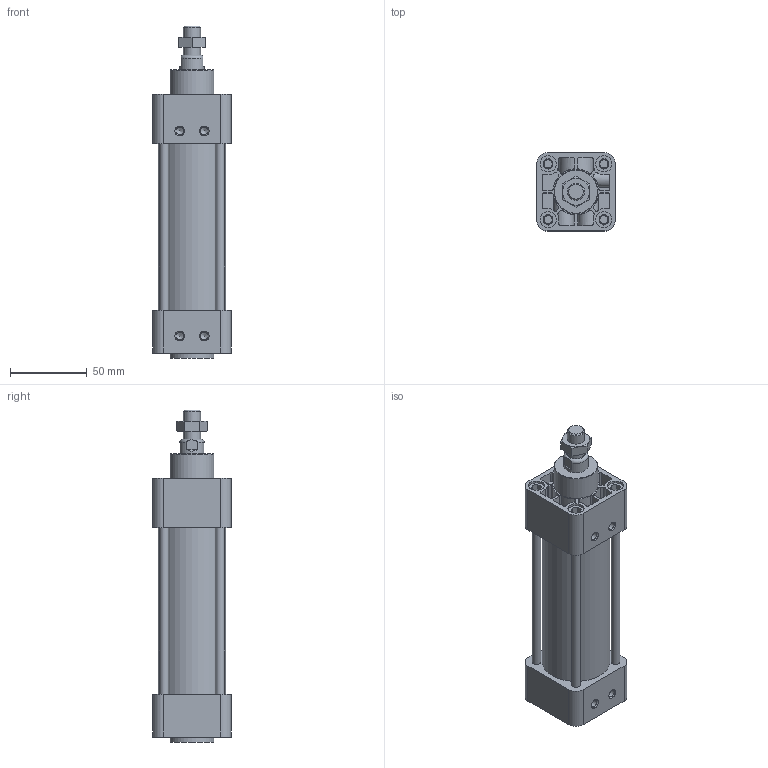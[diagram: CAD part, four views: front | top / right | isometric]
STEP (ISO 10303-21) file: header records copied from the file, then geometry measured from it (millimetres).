
FILE_DESCRIPTION(/* description */ ('STEP AP214'),/* implementation_level */ '2;1');
FILE_NAME(/* name */ 'MCQN-11-40-0300M',/* time_stamp */ '2024-06-14T13:47:41+02:00',/* author */ ('License CC BY-ND 4.0'),/* organization */ ('CADENAS'),/* preprocessor_version */ 'ST-DEVELOPER v19.3',/* originating_system */ 'PARTsolutions',/* authorisation */ ' ');
FILE_SCHEMA (('AUTOMOTIVE_DESIGN {1 0 10303 214 3 1 1}'));
Length unit declared in the file: inch
Products named in the file (4): MCQN-11-40-0300M; MCQN40113(-b); MCQN40113(-r); MCQN40(-n)
Assembly tree (3 placements, depth 2):
  MCQN-11-40-0300M
    MCQN40113(-b)
    MCQN40113(-r)
    MCQN40(-n)
Bounding box: 50.8 x 50.8 x 215.9 mm (x, y, z)
Volume: 234497.3 mm3; surface area: 93845.7 mm2
Topology: 3 solids, 5 shells, 510 faces, 1262 edges, 812 vertices
Faces by surface type: plane 258, cylinder 217, cone 34, torus 1
Full cylindrical faces by diameter (mm): 4.976 x4, 5.367 x8, 5.842 x4, 5.994 x2, 8.001 x2, 9.738 x1, 10.008 x2, 10.49 x8, 11.112 x1, 14.732 x2, 15.875 x2, 28.575 x2, 38.1 x2, 43.942 x1
Entity records: 15196 total; most frequent: CARTESIAN_POINT 3145, DIRECTION 2506, ORIENTED_EDGE 2384, EDGE_CURVE 1192, AXIS2_PLACEMENT_3D 942, VERTEX_POINT 810, FACE_BOUND 638, EDGE_LOOP 634
